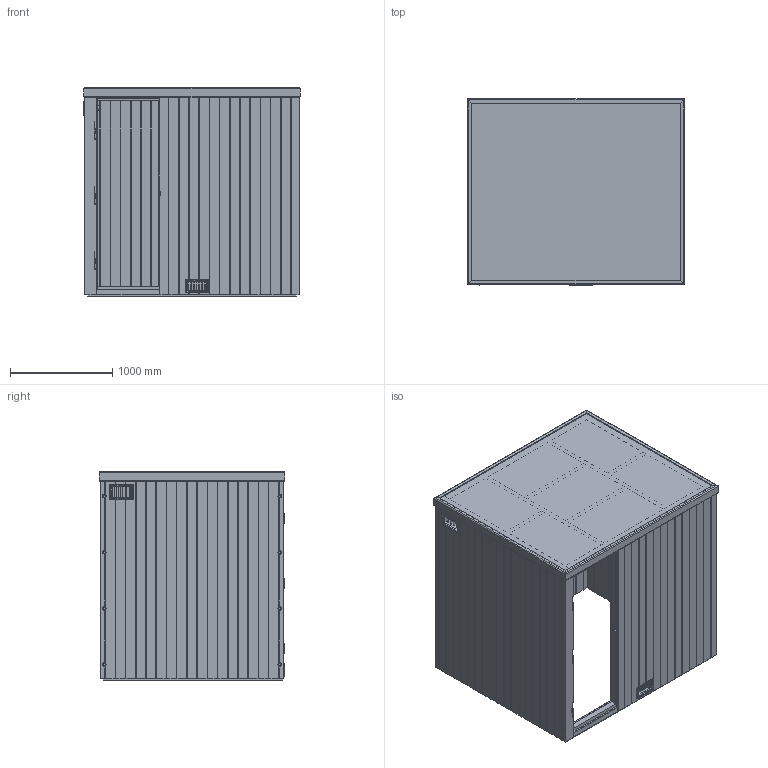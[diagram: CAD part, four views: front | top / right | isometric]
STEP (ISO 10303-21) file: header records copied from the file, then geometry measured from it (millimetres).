
FILE_DESCRIPTION((''),'2;1');
FILE_NAME('SA_DM_STĚNY.stp','2016-02-13T19:10:58',('DARENAM'),(''),'Autodesk Inventor 11','Autodesk Inventor 11','');
FILE_SCHEMA(('AUTOMOTIVE_DESIGN { 1 0 10303 214 1 1 1 1 }'));
Length unit declared in the file: millimetre
Products named in the file (95): SA_DM_STĚNY; SA_DM_ZD; SA_DM_BP_01; SA_DM_ZD_01; SA_DM_ZD_02; SA_DM_ZD_03; SA_DM_ZD_04; SA_DM_ZD_23; SA_DM_ZD_24; SA_DM_ZD_I_01; SA_DM_ZD_I_02; SA_DM_ZD_I_03; SA_DM_VZS; SA_DM_BDV; SA_DM_BD_05; SA_DM_BD_06; SA_DM_BD_28; SA_DM_BD_07; SA_DM_BD_08; SA_DM_BD_15; SA_DM_BD_I_01; SA_DM_BD_I_02; SA_DM_BD_I_03; SA_DM_BP_03; SA_DM_BVO; SA_DM_BD_09; SA_DM_BD_10; SA_DM_BD_11; SA_DM_BD_12; SA_DM_BD_13; SA_DM_VBSL; SA_DM_BD_14; SA_DM_BD_17; SA_DM_BD_18; SA_DM_BD_I_04; SA_DM_BD_19; SA_DM_BD_16; SA_DM_VBSL_A; SA_DM_BDP; SA_DM_BP_02 ...
Assembly tree (206 placements, depth 4):
  SA_DM_STĚNY
    SA_DM_ZD
      SA_DM_BP_01
      SA_DM_ZD_01  x2
      SA_DM_ZD_02  x2
      SA_DM_ZD_03  x2
      SA_DM_ZD_04  x2
      SA_DM_ZD_23  x2
      SA_DM_ZD_24
      SA_DM_ZD_I_01  x4
      SA_DM_ZD_I_02  x2
      SA_DM_ZD_I_03
      SA_DM_VZS
    SA_DM_BDV
      SA_DM_BD_05  x2
      SA_DM_BD_06  x2
      SA_DM_BD_28  x2
      SA_DM_BD_07  x2
      SA_DM_BD_08  x2
      SA_DM_BD_15
      SA_DM_BD_I_01  x3
      SA_DM_BD_I_02
      SA_DM_BD_I_03  x2
      SA_DM_BP_03
      SA_DM_BVO
        SA_DM_BD_09  x2
        SA_DM_BD_10  x2
        SA_DM_BD_11  x5
        SA_DM_BD_12  x2
        SA_DM_BD_13  x2
      SA_DM_VBSL
      SA_DM_BD_14  x2
      SA_DM_BD_17
      SA_DM_BD_18
      SA_DM_BD_I_04
      SA_DM_BD_19  x8
      SA_DM_BD_16  x10
      SA_DM_VBSL_A
    SA_DM_BDP
      SA_DM_BD_05  x2
      SA_DM_BD_06  x2
      SA_DM_BD_28  x2
      SA_DM_BD_07  x2
      SA_DM_BD_08  x2
      SA_DM_BD_15
      SA_DM_BD_I_01  x4
      SA_DM_BD_I_02
      SA_DM_BD_I_03  x2
      SA_DM_BP_02
      SA_DM_VBSP
      SA_DM_BD_19  x8
    SA_DM_PD
      SA_DM_PD_25
      SA_DM_PD_26
      SA_DM_PD_09
      SA_DM_PD_16
      SA_DM_PD_29
      SA_DM_PD_11
      SA_DM_PD_30
      SA_DM_PD_10  x3
Bounding box: 2120 x 1820 x 2045 mm (x, y, z)
Volume: 1666405163.8 mm3; surface area: 121979284.1 mm2
Topology: 200 solids, 200 shells, 3450 faces, 8838 edges, 5868 vertices
Faces by surface type: plane 2612, cylinder 391, bspline 305, cone 114, sphere 27, torus 1
Full cylindrical faces by diameter (mm): 3.909 x11, 4 x4, 8 x32, 9 x24, 9.7 x11, 12 x36, 14 x2, 20 x1, 22 x16, 30 x24, 35 x16
Entity records: 63703 total; most frequent: CARTESIAN_POINT 15877, ORIENTED_EDGE 9204, DIRECTION 9111, EDGE_CURVE 4602, VECTOR 4085, LINE 4085, VERTEX_POINT 3127, AXIS2_PLACEMENT_3D 2513
